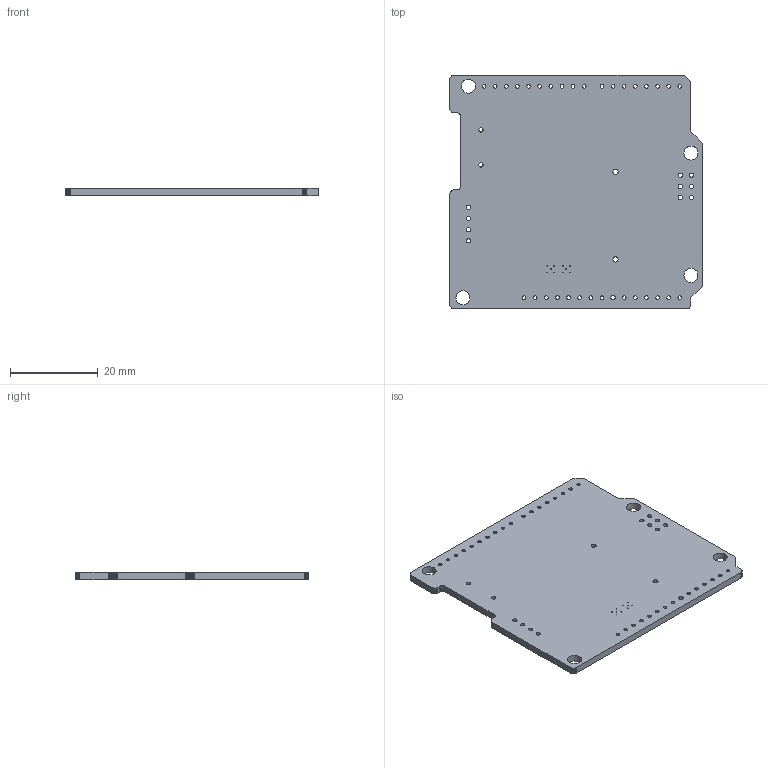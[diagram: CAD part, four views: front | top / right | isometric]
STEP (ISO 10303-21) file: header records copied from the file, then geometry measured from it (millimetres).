
FILE_DESCRIPTION(('PTSolns RTC MicroSD Shield'),'2;1');
FILE_NAME( 'PTSolns RTC MicroSD Shield.step', '2025-04-01T14:43:05', ('PTSolns'), (''), 'v1.0', '', '');
FILE_SCHEMA(('AUTOMOTIVE_DESIGN { 1 0 10303 214 1 1 1 1 }'));
Length unit declared in the file: millimetre
Products named in the file (2): PTSolns RTC MicroSD Shield
Assembly tree (1 placements, depth 2):
  PTSolns RTC MicroSD Shield
    PTSolns RTC MicroSD Shield
Bounding box: 57.58 x 53.34 x 1.6 mm (x, y, z)
Volume: 4666.2 mm3; surface area: 6472.6 mm2
Topology: 1 solids, 1 shells, 594 faces, 1776 edges, 1184 vertices
Faces by surface type: plane 557, cylinder 37
Full cylindrical faces by diameter (mm): 0.2 x10, 0.85 x8, 1 x13, 1.2 x2, 3.2 x4
Entity records: 43237 total; most frequent: CARTESIAN_POINT 7552, DIRECTION 6520, LINE 5180, VECTOR 5180, ORIENTED_EDGE 3552, PCURVE 3552, DEFINITIONAL_REPRESENTATION 3552, EDGE_CURVE 1776
